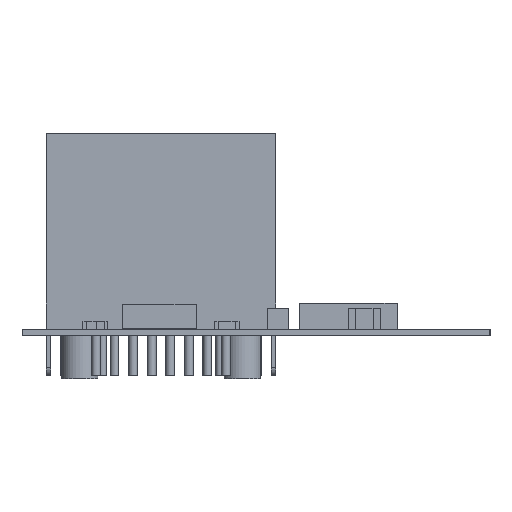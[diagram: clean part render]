
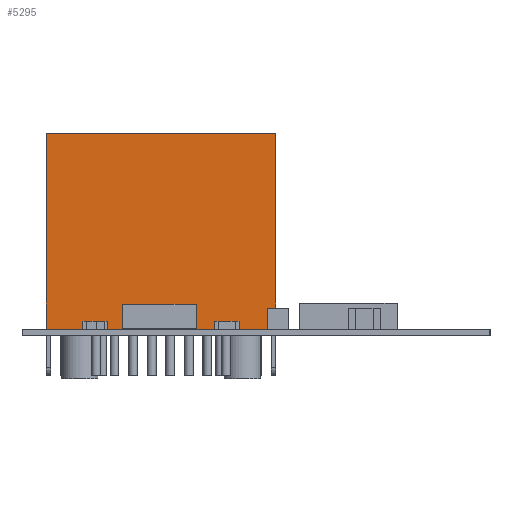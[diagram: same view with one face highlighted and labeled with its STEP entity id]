
A CAD part, left-side view. The second image highlights one B-rep face of the part: STEP entity #5295.
In plain terms, the highlighted face is planar.
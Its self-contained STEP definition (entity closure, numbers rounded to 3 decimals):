
#3718 = VERTEX_POINT('',#3719);
#3719 = CARTESIAN_POINT('',(-3.736,2.446,21.16));
#3725 = EDGE_CURVE('',#3726,#3718,#3728,.T.);
#3726 = VERTEX_POINT('',#3727);
#3727 = CARTESIAN_POINT('',(-3.736,15.846,21.16));
#3728 = LINE('',#3729,#3730);
#3729 = CARTESIAN_POINT('',(-3.736,2.446,21.16));
#3730 = VECTOR('',#3731,1.);
#3731 = DIRECTION('',(0.,-1.,0.));
#5169 = EDGE_CURVE('',#5170,#3726,#5172,.T.);
#5170 = VERTEX_POINT('',#5171);
#5171 = CARTESIAN_POINT('',(11.964,15.846,21.16));
#5172 = LINE('',#5173,#5174);
#5173 = CARTESIAN_POINT('',(-3.736,15.846,21.16));
#5174 = VECTOR('',#5175,1.);
#5175 = DIRECTION('',(-1.,0.,0.));
#5208 = EDGE_CURVE('',#5209,#5170,#5211,.T.);
#5209 = VERTEX_POINT('',#5210);
#5210 = CARTESIAN_POINT('',(11.964,2.446,21.16));
#5211 = LINE('',#5212,#5213);
#5212 = CARTESIAN_POINT('',(11.964,15.846,21.16));
#5213 = VECTOR('',#5214,1.);
#5214 = DIRECTION('',(0.,1.,0.));
#5235 = EDGE_CURVE('',#3718,#5209,#5236,.T.);
#5236 = LINE('',#5237,#5238);
#5237 = CARTESIAN_POINT('',(11.964,2.446,21.16));
#5238 = VECTOR('',#5239,1.);
#5239 = DIRECTION('',(1.,0.,0.));
#5295 = ADVANCED_FACE('',(#5296),#5302,.T.);
#5296 = FACE_BOUND('',#5297,.T.);
#5297 = EDGE_LOOP('',(#5298,#5299,#5300,#5301));
#5298 = ORIENTED_EDGE('',*,*,#5235,.T.);
#5299 = ORIENTED_EDGE('',*,*,#5208,.T.);
#5300 = ORIENTED_EDGE('',*,*,#5169,.T.);
#5301 = ORIENTED_EDGE('',*,*,#3725,.T.);
#5302 = PLANE('',#5303);
#5303 = AXIS2_PLACEMENT_3D('',#5304,#5305,#5306);
#5304 = CARTESIAN_POINT('',(4.114,9.146,21.16));
#5305 = DIRECTION('',(0.,0.,1.));
#5306 = DIRECTION('',(1.,0.,0.));
